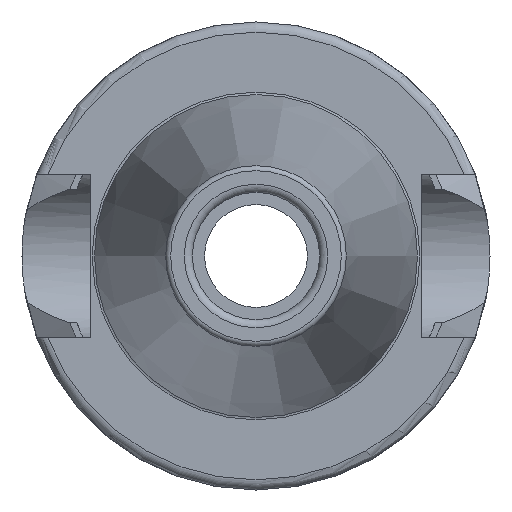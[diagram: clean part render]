
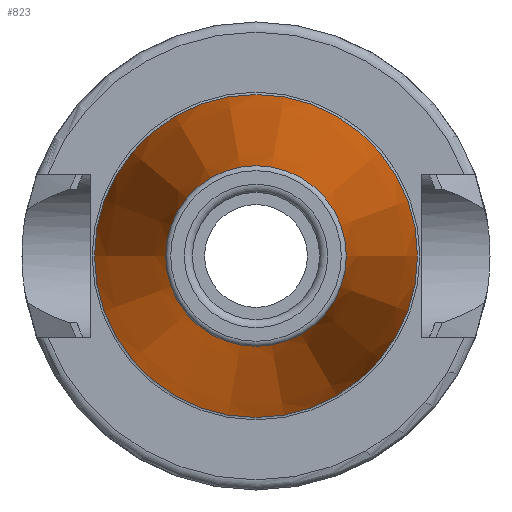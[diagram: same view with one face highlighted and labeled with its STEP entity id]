
A CAD part, left-side view. The second image highlights one B-rep face of the part: STEP entity #823.
In plain terms, the highlighted conical face has half-angle 8.297 degrees and reference radius 12.377 mm.
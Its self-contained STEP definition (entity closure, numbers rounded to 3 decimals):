
#118=FACE_OUTER_BOUND('',#172,.T.);
#172=EDGE_LOOP('',(#701,#702,#703,#704,#705));
#227=LINE('',#1553,#267);
#267=VECTOR('',#1158,12.377);
#309=CIRCLE('',#932,8.879);
#310=CIRCLE('',#933,8.879);
#313=CIRCLE('',#937,15.875);
#399=VERTEX_POINT('',#1543);
#400=VERTEX_POINT('',#1544);
#402=VERTEX_POINT('',#1551);
#506=EDGE_CURVE('',#399,#400,#309,.T.);
#507=EDGE_CURVE('',#400,#399,#310,.T.);
#510=EDGE_CURVE('',#402,#402,#313,.T.);
#511=EDGE_CURVE('',#402,#399,#227,.T.);
#701=ORIENTED_EDGE('',*,*,#510,.F.);
#702=ORIENTED_EDGE('',*,*,#511,.T.);
#703=ORIENTED_EDGE('',*,*,#506,.T.);
#704=ORIENTED_EDGE('',*,*,#507,.T.);
#705=ORIENTED_EDGE('',*,*,#511,.F.);
#787=CONICAL_SURFACE('',#936,12.377,0.145);
#823=ADVANCED_FACE('',(#118),#787,.T.);
#932=AXIS2_PLACEMENT_3D('',#1545,#1146,#1147);
#933=AXIS2_PLACEMENT_3D('',#1546,#1148,#1149);
#936=AXIS2_PLACEMENT_3D('',#1550,#1154,#1155);
#937=AXIS2_PLACEMENT_3D('',#1552,#1156,#1157);
#1146=DIRECTION('center_axis',(1.,0.,0.));
#1147=DIRECTION('ref_axis',(0.,0.,-1.));
#1148=DIRECTION('center_axis',(1.,0.,0.));
#1149=DIRECTION('ref_axis',(0.,0.,-1.));
#1154=DIRECTION('center_axis',(1.,0.,0.));
#1155=DIRECTION('ref_axis',(0.,1.,0.));
#1156=DIRECTION('center_axis',(1.,0.,0.));
#1157=DIRECTION('ref_axis',(0.,0.,-1.));
#1158=DIRECTION('',(-0.99,0.144,0.));
#1543=CARTESIAN_POINT('',(-47.972,-8.879,0.));
#1544=CARTESIAN_POINT('',(-47.972,0.,8.879));
#1545=CARTESIAN_POINT('Origin',(-47.972,0.,
0.));
#1546=CARTESIAN_POINT('Origin',(-47.972,0.,
0.));
#1550=CARTESIAN_POINT('Origin',(-23.986,0.,
0.));
#1551=CARTESIAN_POINT('',(0.,-15.875,0.));
#1552=CARTESIAN_POINT('Origin',(0.,0.,
0.));
#1553=CARTESIAN_POINT('',(-23.986,-12.377,0.));
